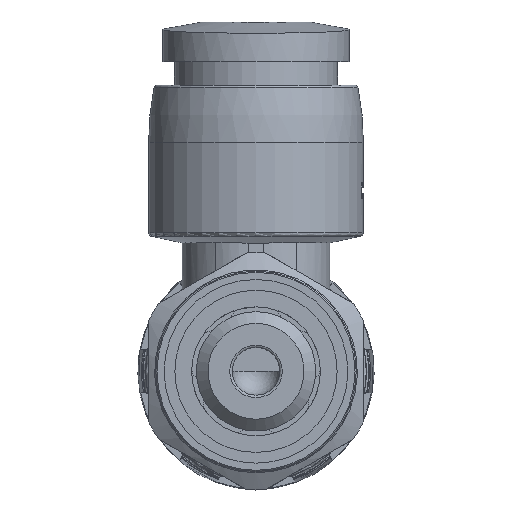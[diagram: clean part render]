
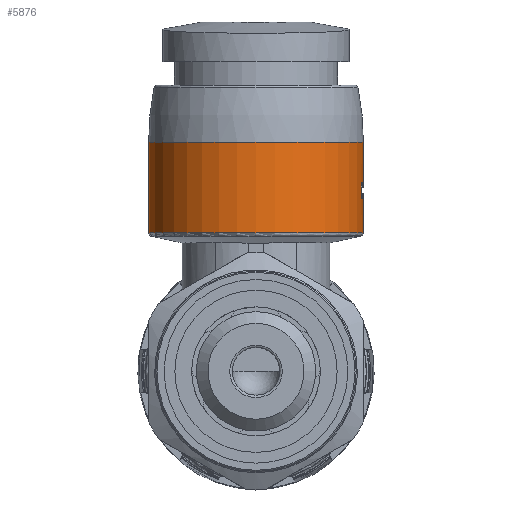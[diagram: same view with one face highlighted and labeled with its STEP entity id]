
A CAD part, front view. The second image highlights one B-rep face of the part: STEP entity #5876.
In plain terms, the highlighted cylindrical face has radius 4.5 mm (diameter 9 mm), a full revolution.
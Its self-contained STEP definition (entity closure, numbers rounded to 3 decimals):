
#42=ELLIPSE('',#6173,5.367,4.5);
#43=ELLIPSE('',#6175,5.367,4.5);
#56=B_SPLINE_CURVE_WITH_KNOTS('',3,(#8133,#8134,#8135,#8136,#8137),
 .UNSPECIFIED.,.F.,.F.,(4,1,4),(0.,0.,0.001),
 .UNSPECIFIED.);
#57=B_SPLINE_CURVE_WITH_KNOTS('',3,(#8142,#8143,#8144,#8145),
 .UNSPECIFIED.,.F.,.F.,(4,4),(0.,0.),
 .UNSPECIFIED.);
#58=B_SPLINE_CURVE_WITH_KNOTS('',3,(#8146,#8147,#8148,#8149),
 .UNSPECIFIED.,.F.,.F.,(4,4),(0.,0.),.UNSPECIFIED.);
#210=CYLINDRICAL_SURFACE('',#6169,4.5);
#314=CIRCLE('',#6163,4.5);
#318=CIRCLE('',#6170,4.5);
#319=CIRCLE('',#6171,4.5);
#320=CIRCLE('',#6172,4.5);
#321=CIRCLE('',#6174,4.5);
#322=CIRCLE('',#6176,4.5);
#323=CIRCLE('',#6177,4.5);
#324=CIRCLE('',#6178,4.5);
#600=ORIENTED_EDGE('',*,*,#1946,.F.);
#601=ORIENTED_EDGE('',*,*,#1947,.F.);
#602=ORIENTED_EDGE('',*,*,#1948,.F.);
#603=ORIENTED_EDGE('',*,*,#1949,.F.);
#604=ORIENTED_EDGE('',*,*,#1938,.F.);
#605=ORIENTED_EDGE('',*,*,#1950,.F.);
#606=ORIENTED_EDGE('',*,*,#1951,.F.);
#607=ORIENTED_EDGE('',*,*,#1952,.T.);
#608=ORIENTED_EDGE('',*,*,#1953,.T.);
#609=ORIENTED_EDGE('',*,*,#1954,.T.);
#610=ORIENTED_EDGE('',*,*,#1955,.T.);
#611=ORIENTED_EDGE('',*,*,#1956,.T.);
#612=ORIENTED_EDGE('',*,*,#1957,.T.);
#613=ORIENTED_EDGE('',*,*,#1958,.T.);
#614=ORIENTED_EDGE('',*,*,#1959,.T.);
#615=ORIENTED_EDGE('',*,*,#1960,.T.);
#616=ORIENTED_EDGE('',*,*,#1961,.T.);
#617=ORIENTED_EDGE('',*,*,#1962,.T.);
#618=ORIENTED_EDGE('',*,*,#1963,.T.);
#1938=EDGE_CURVE('',#2611,#2609,#314,.T.);
#1946=EDGE_CURVE('',#2618,#2618,#318,.T.);
#1947=EDGE_CURVE('',#2619,#2620,#56,.T.);
#1948=EDGE_CURVE('',#2621,#2619,#3061,.F.);
#1949=EDGE_CURVE('',#2609,#2621,#57,.T.);
#1950=EDGE_CURVE('',#2622,#2611,#58,.T.);
#1951=EDGE_CURVE('',#2620,#2622,#3062,.T.);
#1952=EDGE_CURVE('',#2623,#2624,#319,.T.);
#1953=EDGE_CURVE('',#2624,#2625,#3063,.T.);
#1954=EDGE_CURVE('',#2625,#2626,#320,.T.);
#1955=EDGE_CURVE('',#2626,#2627,#42,.T.);
#1956=EDGE_CURVE('',#2627,#2628,#321,.T.);
#1957=EDGE_CURVE('',#2628,#2629,#43,.T.);
#1958=EDGE_CURVE('',#2629,#2630,#3064,.T.);
#1959=EDGE_CURVE('',#2630,#2631,#322,.T.);
#1960=EDGE_CURVE('',#2631,#2632,#3065,.T.);
#1961=EDGE_CURVE('',#2632,#2633,#323,.T.);
#1962=EDGE_CURVE('',#2633,#2623,#3066,.F.);
#1963=EDGE_CURVE('',#2634,#2634,#324,.T.);
#2609=VERTEX_POINT('',#8097);
#2611=VERTEX_POINT('',#8101);
#2618=VERTEX_POINT('',#8132);
#2619=VERTEX_POINT('',#8138);
#2620=VERTEX_POINT('',#8139);
#2621=VERTEX_POINT('',#8141);
#2622=VERTEX_POINT('',#8150);
#2623=VERTEX_POINT('',#8153);
#2624=VERTEX_POINT('',#8154);
#2625=VERTEX_POINT('',#8156);
#2626=VERTEX_POINT('',#8158);
#2627=VERTEX_POINT('',#8160);
#2628=VERTEX_POINT('',#8162);
#2629=VERTEX_POINT('',#8164);
#2630=VERTEX_POINT('',#8166);
#2631=VERTEX_POINT('',#8168);
#2632=VERTEX_POINT('',#8170);
#2633=VERTEX_POINT('',#8172);
#2634=VERTEX_POINT('',#8175);
#3061=LINE('',#8140,#3329);
#3062=LINE('',#8151,#3330);
#3063=LINE('',#8155,#3331);
#3064=LINE('',#8165,#3332);
#3065=LINE('',#8169,#3333);
#3066=LINE('',#8173,#3334);
#3329=VECTOR('',#6752,1000.);
#3330=VECTOR('',#6753,1000.);
#3331=VECTOR('',#6756,1000.);
#3332=VECTOR('',#6765,1000.);
#3333=VECTOR('',#6768,1000.);
#3334=VECTOR('',#6771,1000.);
#3598=EDGE_LOOP('',(#600));
#3599=EDGE_LOOP('',(#601,#602,#603,#604,#605,#606));
#3600=EDGE_LOOP('',(#607,#608,#609,#610,#611,#612,#613,#614,#615,#616,#617));
#3601=EDGE_LOOP('',(#618));
#3918=FACE_BOUND('',#3598,.T.);
#3919=FACE_BOUND('',#3599,.T.);
#3920=FACE_BOUND('',#3600,.T.);
#3921=FACE_BOUND('',#3601,.T.);
#5876=ADVANCED_FACE('',(#3918,#3919,#3920,#3921),#210,.T.);
#6163=AXIS2_PLACEMENT_3D('',#8102,#6736,#6737);
#6169=AXIS2_PLACEMENT_3D('',#8130,#6748,#6749);
#6170=AXIS2_PLACEMENT_3D('',#8131,#6750,#6751);
#6171=AXIS2_PLACEMENT_3D('',#8152,#6754,#6755);
#6172=AXIS2_PLACEMENT_3D('',#8157,#6757,#6758);
#6173=AXIS2_PLACEMENT_3D('',#8159,#6759,#6760);
#6174=AXIS2_PLACEMENT_3D('',#8161,#6761,#6762);
#6175=AXIS2_PLACEMENT_3D('',#8163,#6763,#6764);
#6176=AXIS2_PLACEMENT_3D('',#8167,#6766,#6767);
#6177=AXIS2_PLACEMENT_3D('',#8171,#6769,#6770);
#6178=AXIS2_PLACEMENT_3D('',#8174,#6772,#6773);
#6736=DIRECTION('',(0.,0.,1.));
#6737=DIRECTION('',(1.,0.,0.));
#6748=DIRECTION('',(0.,0.,-1.));
#6749=DIRECTION('',(-1.,0.,0.));
#6750=DIRECTION('',(0.,0.,-1.));
#6751=DIRECTION('',(-1.,0.,0.));
#6752=DIRECTION('',(0.,0.,-1.));
#6753=DIRECTION('',(0.,0.,-1.));
#6754=DIRECTION('',(0.,0.,1.));
#6755=DIRECTION('',(1.,0.,0.));
#6756=DIRECTION('',(0.,0.,-1.));
#6757=DIRECTION('',(0.,0.,1.));
#6758=DIRECTION('',(1.,0.,0.));
#6759=DIRECTION('',(0.,-0.545,-0.838));
#6760=DIRECTION('',(0.,0.838,-0.545));
#6761=DIRECTION('',(0.,0.,1.));
#6762=DIRECTION('',(1.,0.,0.));
#6763=DIRECTION('',(0.,0.545,0.838));
#6764=DIRECTION('',(0.,0.838,-0.545));
#6765=DIRECTION('',(0.,0.,-1.));
#6766=DIRECTION('',(0.,0.,-1.));
#6767=DIRECTION('',(-1.,0.,0.));
#6768=DIRECTION('',(0.,0.,-1.));
#6769=DIRECTION('',(0.,0.,-1.));
#6770=DIRECTION('',(-1.,0.,0.));
#6771=DIRECTION('',(0.,0.,-1.));
#6772=DIRECTION('',(0.,0.,-1.));
#6773=DIRECTION('',(-1.,0.,0.));
#8097=CARTESIAN_POINT('',(-0.1,18.399,6.545));
#8101=CARTESIAN_POINT('',(0.1,18.399,6.545));
#8102=CARTESIAN_POINT('',(0.,13.9,6.545));
#8130=CARTESIAN_POINT('',(0.,13.9,5.12));
#8131=CARTESIAN_POINT('',(0.,13.9,5.808));
#8132=CARTESIAN_POINT('',(-4.5,13.9,5.808));
#8133=CARTESIAN_POINT('',(-0.25,18.393,8.495));
#8134=CARTESIAN_POINT('',(-0.25,18.393,8.627));
#8135=CARTESIAN_POINT('',(0.,18.407,8.863));
#8136=CARTESIAN_POINT('',(0.25,18.393,8.627));
#8137=CARTESIAN_POINT('',(0.25,18.393,8.495));
#8138=CARTESIAN_POINT('',(-0.25,18.393,8.495));
#8139=CARTESIAN_POINT('',(0.25,18.393,8.495));
#8140=CARTESIAN_POINT('',(-0.25,18.393,5.12));
#8141=CARTESIAN_POINT('',(-0.25,18.393,6.695));
#8142=CARTESIAN_POINT('',(-0.1,18.399,6.545));
#8143=CARTESIAN_POINT('',(-0.179,18.397,6.545));
#8144=CARTESIAN_POINT('',(-0.25,18.393,6.616));
#8145=CARTESIAN_POINT('',(-0.25,18.393,6.695));
#8146=CARTESIAN_POINT('',(0.25,18.393,6.695));
#8147=CARTESIAN_POINT('',(0.25,18.393,6.616));
#8148=CARTESIAN_POINT('',(0.179,18.397,6.545));
#8149=CARTESIAN_POINT('',(0.1,18.399,6.545));
#8150=CARTESIAN_POINT('',(0.25,18.393,6.695));
#8151=CARTESIAN_POINT('',(0.25,18.393,5.12));
#8152=CARTESIAN_POINT('',(0.,13.9,7.904));
#8153=CARTESIAN_POINT('',(4.414,13.025,7.904));
#8154=CARTESIAN_POINT('',(4.454,13.259,7.904));
#8155=CARTESIAN_POINT('',(4.454,13.259,5.12));
#8156=CARTESIAN_POINT('',(4.454,13.259,7.687));
#8157=CARTESIAN_POINT('',(0.,13.9,7.687));
#8158=CARTESIAN_POINT('',(4.476,14.361,7.687));
#8159=CARTESIAN_POINT('',(0.,13.9,7.987));
#8160=CARTESIAN_POINT('',(4.498,14.027,7.904));
#8161=CARTESIAN_POINT('',(0.,13.9,7.904));
#8162=CARTESIAN_POINT('',(4.476,14.361,7.904));
#8163=CARTESIAN_POINT('',(0.,13.9,8.204));
#8164=CARTESIAN_POINT('',(4.429,14.695,7.687));
#8165=CARTESIAN_POINT('',(4.429,14.695,5.12));
#8166=CARTESIAN_POINT('',(4.429,14.695,7.453));
#8167=CARTESIAN_POINT('',(0.,13.9,7.453));
#8168=CARTESIAN_POINT('',(4.454,13.259,7.453));
#8169=CARTESIAN_POINT('',(4.454,13.259,5.12));
#8170=CARTESIAN_POINT('',(4.454,13.259,7.236));
#8171=CARTESIAN_POINT('',(0.,13.9,7.236));
#8172=CARTESIAN_POINT('',(4.414,13.025,7.236));
#8173=CARTESIAN_POINT('',(4.414,13.025,5.12));
#8174=CARTESIAN_POINT('',(0.,13.9,9.6));
#8175=CARTESIAN_POINT('',(-4.5,13.9,9.6));
